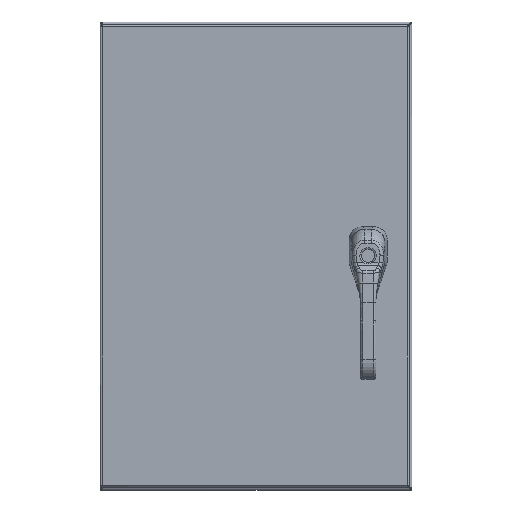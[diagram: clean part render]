
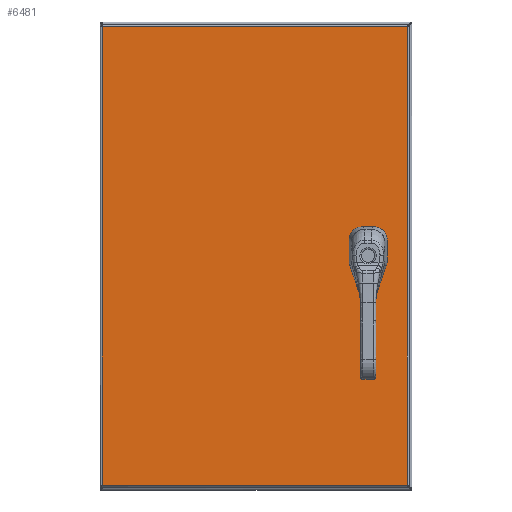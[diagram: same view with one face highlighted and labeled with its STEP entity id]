
A CAD part, top view. The second image highlights one B-rep face of the part: STEP entity #6481.
In plain terms, the highlighted face is planar.
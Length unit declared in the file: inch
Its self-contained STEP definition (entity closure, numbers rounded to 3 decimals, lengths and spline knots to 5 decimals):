
#4872=CARTESIAN_POINT('',(2.33762,12.275,0.0));
#4873=VERTEX_POINT('',#4872);
#4880=CARTESIAN_POINT('',(2.525,12.08762,0.0));
#4881=VERTEX_POINT('',#4880);
#4882=CARTESIAN_POINT('',(2.125,11.875,0.0));
#4883=DIRECTION('',(0.0,0.0,1.0));
#4884=DIRECTION('',(-0.469,-0.883,0.0));
#4885=AXIS2_PLACEMENT_3D('',#4882,#4883,#4884);
#4886=CIRCLE('',#4885,0.453);
#4887=EDGE_CURVE('',#4881,#4873,#4886,.T.);
#4912=CARTESIAN_POINT('',(2.525,11.66238,0.0));
#4913=VERTEX_POINT('',#4912);
#4914=CARTESIAN_POINT('',(2.525,11.66238,0.0));
#4915=DIRECTION('',(0.0,1.0,0.0));
#4916=VECTOR('',#4915,0.42525);
#4917=LINE('',#4914,#4916);
#4918=EDGE_CURVE('',#4913,#4881,#4917,.T.);
#4944=CARTESIAN_POINT('',(2.33762,11.475,0.0));
#4945=VERTEX_POINT('',#4944);
#4946=CARTESIAN_POINT('',(2.125,11.875,0.0));
#4947=DIRECTION('',(0.0,0.0,1.0));
#4948=DIRECTION('',(-0.883,0.469,0.0));
#4949=AXIS2_PLACEMENT_3D('',#4946,#4947,#4948);
#4950=CIRCLE('',#4949,0.453);
#4951=EDGE_CURVE('',#4945,#4913,#4950,.T.);
#4976=CARTESIAN_POINT('',(1.91238,11.475,0.0));
#4977=VERTEX_POINT('',#4976);
#4978=CARTESIAN_POINT('',(1.91238,11.475,0.0));
#4979=DIRECTION('',(1.0,0.0,0.0));
#4980=VECTOR('',#4979,0.42525);
#4981=LINE('',#4978,#4980);
#4982=EDGE_CURVE('',#4977,#4945,#4981,.T.);
#5008=CARTESIAN_POINT('',(1.725,11.66238,0.0));
#5009=VERTEX_POINT('',#5008);
#5010=CARTESIAN_POINT('',(2.125,11.875,0.0));
#5011=DIRECTION('',(0.0,0.0,1.0));
#5012=DIRECTION('',(0.469,0.883,0.0));
#5013=AXIS2_PLACEMENT_3D('',#5010,#5011,#5012);
#5014=CIRCLE('',#5013,0.453);
#5015=EDGE_CURVE('',#5009,#4977,#5014,.T.);
#5040=CARTESIAN_POINT('',(1.725,12.08762,0.0));
#5041=VERTEX_POINT('',#5040);
#5042=CARTESIAN_POINT('',(1.725,12.08762,0.0));
#5043=DIRECTION('',(0.0,-1.0,0.0));
#5044=VECTOR('',#5043,0.42525);
#5045=LINE('',#5042,#5044);
#5046=EDGE_CURVE('',#5041,#5009,#5045,.T.);
#5072=CARTESIAN_POINT('',(1.91238,12.275,0.0));
#5073=VERTEX_POINT('',#5072);
#5074=CARTESIAN_POINT('',(2.125,11.875,0.0));
#5075=DIRECTION('',(0.0,0.0,1.0));
#5076=DIRECTION('',(0.883,-0.469,0.0));
#5077=AXIS2_PLACEMENT_3D('',#5074,#5075,#5076);
#5078=CIRCLE('',#5077,0.453);
#5079=EDGE_CURVE('',#5073,#5041,#5078,.T.);
#5102=CARTESIAN_POINT('',(2.33762,12.275,0.0));
#5103=DIRECTION('',(-1.0,0.0,0.0));
#5104=VECTOR('',#5103,0.42525);
#5105=LINE('',#5102,#5104);
#5106=EDGE_CURVE('',#4873,#5073,#5105,.T.);
#5501=CARTESIAN_POINT('',(15.76975,0.10525,0.));
#5502=VERTEX_POINT('',#5501);
#5513=CARTESIAN_POINT('',(15.76975,23.64475,0.));
#5514=VERTEX_POINT('',#5513);
#5515=CARTESIAN_POINT('',(15.76975,23.64475,0.0));
#5516=DIRECTION('',(0.0,-1.0,0.0));
#5517=VECTOR('',#5516,23.5395);
#5518=LINE('',#5515,#5517);
#5519=EDGE_CURVE('',#5514,#5502,#5518,.T.);
#5671=CARTESIAN_POINT('',(0.10525,0.10525,0.));
#5672=VERTEX_POINT('',#5671);
#5683=CARTESIAN_POINT('',(15.76975,0.10525,0.0));
#5684=DIRECTION('',(-1.0,0.0,0.0));
#5685=VECTOR('',#5684,15.6645);
#5686=LINE('',#5683,#5685);
#5687=EDGE_CURVE('',#5502,#5672,#5686,.T.);
#5942=CARTESIAN_POINT('',(0.10525,23.64475,0.));
#5943=VERTEX_POINT('',#5942);
#5954=CARTESIAN_POINT('',(0.10525,0.10525,0.0));
#5955=DIRECTION('',(0.0,1.0,0.0));
#5956=VECTOR('',#5955,23.5395);
#5957=LINE('',#5954,#5956);
#5958=EDGE_CURVE('',#5672,#5943,#5957,.T.);
#6223=CARTESIAN_POINT('',(0.10525,23.64475,0.0));
#6224=DIRECTION('',(1.0,0.0,0.0));
#6225=VECTOR('',#6224,15.6645);
#6226=LINE('',#6223,#6225);
#6227=EDGE_CURVE('',#5943,#5514,#6226,.T.);
#6460=CARTESIAN_POINT('',(7.9375,11.875,0.0));
#6461=DIRECTION('',(0.0,0.0,1.0));
#6462=DIRECTION('',(1.0,0.0,0.0));
#6463=AXIS2_PLACEMENT_3D('',#6460,#6461,#6462);
#6464=PLANE('',#6463);
#6465=ORIENTED_EDGE('',*,*,#5519,.T.);
#6466=ORIENTED_EDGE('',*,*,#5687,.T.);
#6467=ORIENTED_EDGE('',*,*,#5958,.T.);
#6468=ORIENTED_EDGE('',*,*,#6227,.T.);
#6469=EDGE_LOOP('',(#6465,#6466,#6467,#6468));
#6470=FACE_OUTER_BOUND('',#6469,.T.);
#6471=ORIENTED_EDGE('',*,*,#4887,.T.);
#6472=ORIENTED_EDGE('',*,*,#5106,.T.);
#6473=ORIENTED_EDGE('',*,*,#5079,.T.);
#6474=ORIENTED_EDGE('',*,*,#5046,.T.);
#6475=ORIENTED_EDGE('',*,*,#5015,.T.);
#6476=ORIENTED_EDGE('',*,*,#4982,.T.);
#6477=ORIENTED_EDGE('',*,*,#4951,.T.);
#6478=ORIENTED_EDGE('',*,*,#4918,.T.);
#6479=EDGE_LOOP('',(#6471,#6472,#6473,#6474,#6475,#6476,#6477,#6478));
#6480=FACE_BOUND('',#6479,.T.);
#6481=ADVANCED_FACE('',(#6470,#6480),#6464,.F.);
